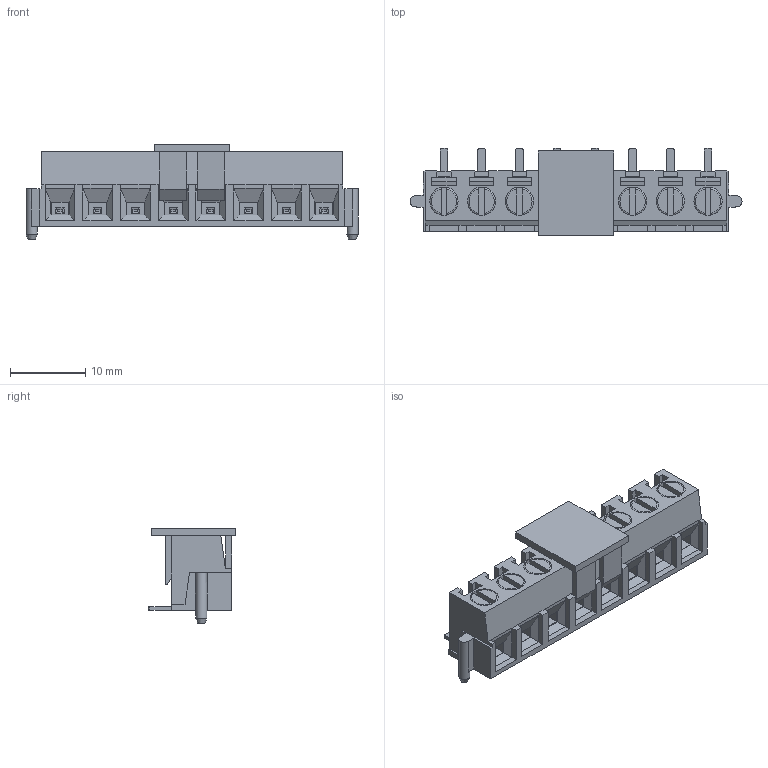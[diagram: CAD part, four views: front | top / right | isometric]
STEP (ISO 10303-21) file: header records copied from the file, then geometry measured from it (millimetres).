
FILE_DESCRIPTION(/* description */ ('Unknown'),/* implementation_level */ '2;1');
FILE_NAME(/* name */ '691709710308',/* time_stamp */ '2016-02-25T09:23:00+01:00',/* author */ ('Unknown'),/* organization */ ('Unknown'),/* preprocessor_version */ 'ST-DEVELOPER v16',/* originating_system */ 'DEX',/* authorisation */ $);
FILE_SCHEMA (('AUTOMOTIVE_DESIGN {1 0 10303 214 3 1 1}'));
Length unit declared in the file: millimetre
Products named in the file (6): 6917097103xx; 691709710308; 6917097103xx_CAGE; 6917097103xx_PIN; 6917097103xx_VIS; 6917097103xx_PAD
Assembly tree (26 placements, depth 2):
  6917097103xx
    691709710308
    6917097103xx_CAGE  x8
    6917097103xx_PIN  x8
    6917097103xx_VIS  x8
    6917097103xx_PAD
Bounding box: 44 x 11.55 x 12.7 mm (x, y, z)
Volume: 2237.2 mm3; surface area: 5919.1 mm2
Topology: 26 solids, 26 shells, 934 faces, 2442 edges, 1564 vertices
Faces by surface type: plane 682, cylinder 194, torus 24, cone 18, bspline 16
Full cylindrical faces by diameter (mm): 1.5 x2, 2.4 x8, 2.9 x8, 3.75 x16
Entity records: 15058 total; most frequent: CARTESIAN_POINT 2732, ORIENTED_EDGE 2522, DIRECTION 2324, EDGE_CURVE 1261, LINE 1176, VECTOR 1176, VERTEX_POINT 807, AXIS2_PLACEMENT_3D 574
